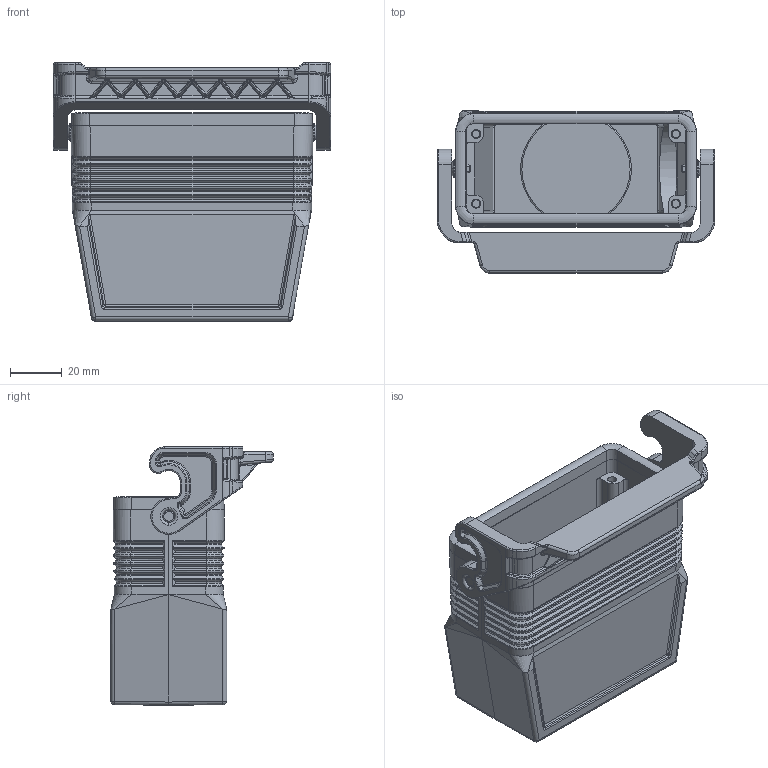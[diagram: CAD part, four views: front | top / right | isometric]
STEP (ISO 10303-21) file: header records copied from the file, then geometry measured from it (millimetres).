
FILE_DESCRIPTION(('Creo Elements/Direct Modeling STEP Export'),'2;1');
FILE_NAME('0ln7uvk5tno7dfs968','2023-11-15T16:29:43',(''),(''),'Creo Elements/Direct Modeling STEP processor for AP214 (Solid Model)','Creo Elements/Direct Modeling 20.1B 02-Apr-2019 (C) Parametric Technology GmbH','');
FILE_SCHEMA(('AUTOMOTIVE_DESIGN { 1 0 10303 214 1 1 1 1 }'));
Products named in the file (2): JMPFO 16LG40
Assembly tree (1 placements, depth 2):
  JMPFO 16LG40
    JMPFO 16LG40
Bounding box: 107.5 x 63 x 100.25 mm (x, y, z)
Volume: 105868.9 mm3; surface area: 56466.8 mm2
Topology: 1 solids, 1 shells, 1192 faces, 2876 edges, 1679 vertices
Faces by surface type: cylinder 435, plane 347, bspline 210, torus 108, cone 78, sphere 14
Entity records: 94332 total; most frequent: CARTESIAN_POINT 59880, ORIENTED_EDGE 5712, DIRECTION 4517, EDGE_CURVE 2856, VERTEX_POINT 1679, AXIS2_PLACEMENT_3D 1623, VECTOR 1271, LINE 1271
